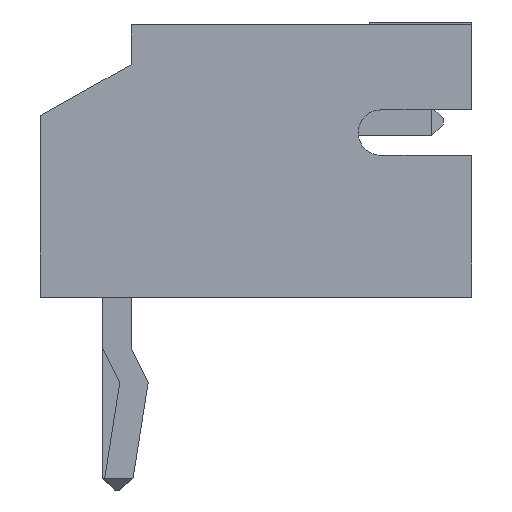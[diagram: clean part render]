
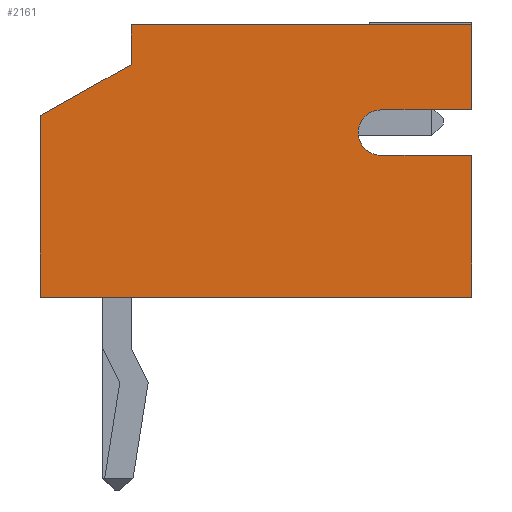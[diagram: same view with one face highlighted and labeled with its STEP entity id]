
A CAD part, left-side view. The second image highlights one B-rep face of the part: STEP entity #2161.
In plain terms, the highlighted planar face has unit normal (-1, 0, 0).
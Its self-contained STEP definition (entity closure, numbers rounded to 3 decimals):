
#1170 = VERTEX_POINT('',#1171);
#1171 = CARTESIAN_POINT('',(-1.95,-6.25,4.8));
#1177 = EDGE_CURVE('',#1170,#1178,#1180,.T.);
#1178 = VERTEX_POINT('',#1179);
#1179 = CARTESIAN_POINT('',(-1.95,-6.25,3.3));
#1180 = LINE('',#1181,#1182);
#1181 = CARTESIAN_POINT('',(-1.95,-6.25,4.8));
#1182 = VECTOR('',#1183,1.);
#1183 = DIRECTION('',(0.,0.,-1.));
#2114 = EDGE_CURVE('',#2115,#1170,#2117,.T.);
#2115 = VERTEX_POINT('',#2116);
#2116 = CARTESIAN_POINT('',(-1.95,-0.25,4.8));
#2117 = LINE('',#2118,#2119);
#2118 = CARTESIAN_POINT('',(-1.95,-0.25,4.8));
#2119 = VECTOR('',#2120,1.);
#2120 = DIRECTION('',(0.,-1.,0.));
#2161 = ADVANCED_FACE('',(#2162),#2237,.T.);
#2162 = FACE_BOUND('',#2163,.T.);
#2163 = EDGE_LOOP('',(#2164,#2172,#2180,#2188,#2196,#2204,#2212,#2220,
#2229,#2235,#2236));
#2164 = ORIENTED_EDGE('',*,*,#2165,.T.);
#2165 = EDGE_CURVE('',#2115,#2166,#2168,.T.);
#2166 = VERTEX_POINT('',#2167);
#2167 = CARTESIAN_POINT('',(-1.95,-0.25,4.1));
#2168 = LINE('',#2169,#2170);
#2169 = CARTESIAN_POINT('',(-1.95,-0.25,4.8));
#2170 = VECTOR('',#2171,1.);
#2171 = DIRECTION('',(0.,0.,-1.));
#2172 = ORIENTED_EDGE('',*,*,#2173,.T.);
#2173 = EDGE_CURVE('',#2166,#2174,#2176,.T.);
#2174 = VERTEX_POINT('',#2175);
#2175 = CARTESIAN_POINT('',(-1.95,1.35,3.2));
#2176 = LINE('',#2177,#2178);
#2177 = CARTESIAN_POINT('',(-1.95,-0.25,4.1));
#2178 = VECTOR('',#2179,1.);
#2179 = DIRECTION('',(0.,0.872,-0.49
));
#2180 = ORIENTED_EDGE('',*,*,#2181,.T.);
#2181 = EDGE_CURVE('',#2174,#2182,#2184,.T.);
#2182 = VERTEX_POINT('',#2183);
#2183 = CARTESIAN_POINT('',(-1.95,1.35,0.));
#2184 = LINE('',#2185,#2186);
#2185 = CARTESIAN_POINT('',(-1.95,1.35,3.2));
#2186 = VECTOR('',#2187,1.);
#2187 = DIRECTION('',(0.,0.,-1.));
#2188 = ORIENTED_EDGE('',*,*,#2189,.T.);
#2189 = EDGE_CURVE('',#2182,#2190,#2192,.T.);
#2190 = VERTEX_POINT('',#2191);
#2191 = CARTESIAN_POINT('',(-1.95,-6.25,0.));
#2192 = LINE('',#2193,#2194);
#2193 = CARTESIAN_POINT('',(-1.95,1.35,0.));
#2194 = VECTOR('',#2195,1.);
#2195 = DIRECTION('',(0.,-1.,0.));
#2196 = ORIENTED_EDGE('',*,*,#2197,.T.);
#2197 = EDGE_CURVE('',#2190,#2198,#2200,.T.);
#2198 = VERTEX_POINT('',#2199);
#2199 = CARTESIAN_POINT('',(-1.95,-6.25,0.3));
#2200 = LINE('',#2201,#2202);
#2201 = CARTESIAN_POINT('',(-1.95,-6.25,0.));
#2202 = VECTOR('',#2203,1.);
#2203 = DIRECTION('',(0.,0.,1.));
#2204 = ORIENTED_EDGE('',*,*,#2205,.F.);
#2205 = EDGE_CURVE('',#2206,#2198,#2208,.T.);
#2206 = VERTEX_POINT('',#2207);
#2207 = CARTESIAN_POINT('',(-1.95,-6.25,2.5));
#2208 = LINE('',#2209,#2210);
#2209 = CARTESIAN_POINT('',(-1.95,-6.25,4.8));
#2210 = VECTOR('',#2211,1.);
#2211 = DIRECTION('',(0.,0.,-1.));
#2212 = ORIENTED_EDGE('',*,*,#2213,.F.);
#2213 = EDGE_CURVE('',#2214,#2206,#2216,.T.);
#2214 = VERTEX_POINT('',#2215);
#2215 = CARTESIAN_POINT('',(-1.95,-4.65,2.5));
#2216 = LINE('',#2217,#2218);
#2217 = CARTESIAN_POINT('',(-1.95,-2.45,2.5));
#2218 = VECTOR('',#2219,1.);
#2219 = DIRECTION('',(0.,-1.,0.));
#2220 = ORIENTED_EDGE('',*,*,#2221,.T.);
#2221 = EDGE_CURVE('',#2214,#2222,#2224,.T.);
#2222 = VERTEX_POINT('',#2223);
#2223 = CARTESIAN_POINT('',(-1.95,-4.65,3.3));
#2224 = CIRCLE('',#2225,0.4);
#2225 = AXIS2_PLACEMENT_3D('',#2226,#2227,#2228);
#2226 = CARTESIAN_POINT('',(-1.95,-4.65,2.9));
#2227 = DIRECTION('',(1.,0.,0.));
#2228 = DIRECTION('',(0.,0.,1.));
#2229 = ORIENTED_EDGE('',*,*,#2230,.F.);
#2230 = EDGE_CURVE('',#1178,#2222,#2231,.T.);
#2231 = LINE('',#2232,#2233);
#2232 = CARTESIAN_POINT('',(-1.95,-3.25,3.3));
#2233 = VECTOR('',#2234,1.);
#2234 = DIRECTION('',(0.,1.,0.));
#2235 = ORIENTED_EDGE('',*,*,#1177,.F.);
#2236 = ORIENTED_EDGE('',*,*,#2114,.F.);
#2237 = PLANE('',#2238);
#2238 = AXIS2_PLACEMENT_3D('',#2239,#2240,#2241);
#2239 = CARTESIAN_POINT('',(-1.95,-0.25,4.8));
#2240 = DIRECTION('',(-1.,0.,0.));
#2241 = DIRECTION('',(0.,0.,1.));
